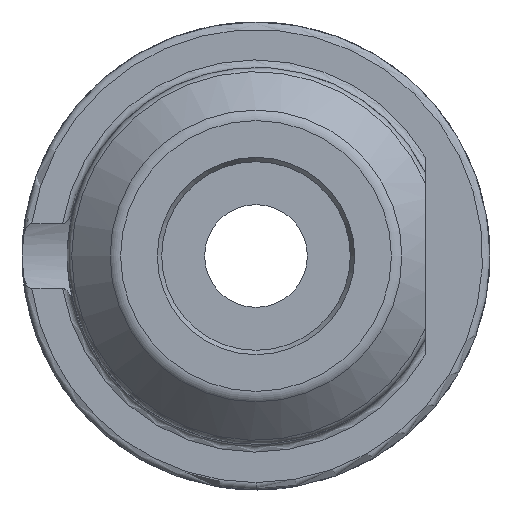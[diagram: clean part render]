
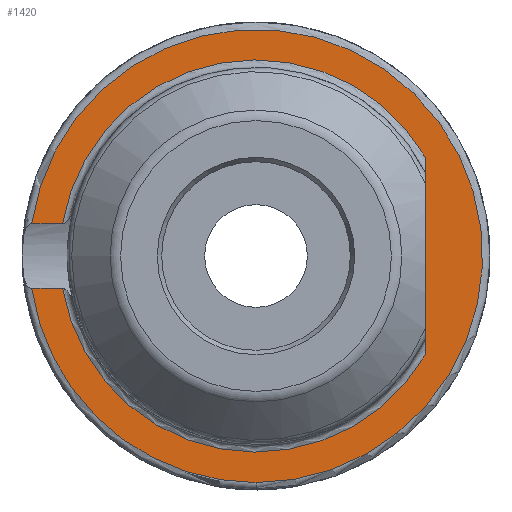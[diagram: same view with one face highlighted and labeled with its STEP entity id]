
A CAD part, front view. The second image highlights one B-rep face of the part: STEP entity #1420.
In plain terms, the highlighted planar face has unit normal (0, -1, 0).
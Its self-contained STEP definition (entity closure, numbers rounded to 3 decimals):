
#71=LINE('',#2068,#139);
#79=LINE('',#2230,#147);
#80=LINE('',#2250,#148);
#139=VECTOR('',#1617,10.);
#147=VECTOR('',#1697,10.);
#148=VECTOR('',#1698,10.);
#224=PLANE('',#1573);
#293=FACE_OUTER_BOUND('',#374,.T.);
#374=EDGE_LOOP('',(#1277,#1278,#1279,#1280,#1281,#1282,#1283));
#441=CIRCLE('',#1448,30.5);
#443=CIRCLE('',#1452,26.4);
#444=CIRCLE('',#1454,26.4);
#510=CIRCLE('',#1572,30.5);
#530=VERTEX_POINT('',#1988);
#533=VERTEX_POINT('',#1994);
#535=VERTEX_POINT('',#2016);
#541=VERTEX_POINT('',#2057);
#543=VERTEX_POINT('',#2072);
#544=VERTEX_POINT('',#2087);
#567=VERTEX_POINT('',#2231);
#682=EDGE_CURVE('',#533,#530,#441,.T.);
#690=EDGE_CURVE('',#541,#535,#71,.T.);
#693=EDGE_CURVE('',#543,#541,#443,.T.);
#694=EDGE_CURVE('',#535,#544,#444,.T.);
#727=EDGE_CURVE('',#533,#544,#79,.T.);
#729=EDGE_CURVE('',#543,#567,#80,.T.);
#875=EDGE_CURVE('',#530,#567,#510,.T.);
#1277=ORIENTED_EDGE('',*,*,#682,.F.);
#1278=ORIENTED_EDGE('',*,*,#727,.T.);
#1279=ORIENTED_EDGE('',*,*,#694,.F.);
#1280=ORIENTED_EDGE('',*,*,#690,.F.);
#1281=ORIENTED_EDGE('',*,*,#693,.F.);
#1282=ORIENTED_EDGE('',*,*,#729,.T.);
#1283=ORIENTED_EDGE('',*,*,#875,.F.);
#1420=ADVANCED_FACE('',(#293),#224,.T.);
#1448=AXIS2_PLACEMENT_3D('',#2013,#1611,#1612);
#1452=AXIS2_PLACEMENT_3D('',#2085,#1622,#1623);
#1454=AXIS2_PLACEMENT_3D('',#2088,#1626,#1627);
#1572=AXIS2_PLACEMENT_3D('',#3267,#1923,#1924);
#1573=AXIS2_PLACEMENT_3D('',#3268,#1925,#1926);
#1611=DIRECTION('center_axis',(0.,1.,0.));
#1612=DIRECTION('ref_axis',(1.,0.,0.));
#1617=DIRECTION('',(0.,0.,1.));
#1622=DIRECTION('center_axis',(0.,-1.,0.));
#1623=DIRECTION('ref_axis',(1.,0.,0.));
#1626=DIRECTION('center_axis',(0.,-1.,0.));
#1627=DIRECTION('ref_axis',(1.,0.,0.));
#1697=DIRECTION('',(1.,0.,0.));
#1698=DIRECTION('',(-1.,0.,0.));
#1923=DIRECTION('center_axis',(0.,1.,0.));
#1924=DIRECTION('ref_axis',(1.,0.,0.));
#1925=DIRECTION('center_axis',(0.,-1.,0.));
#1926=DIRECTION('ref_axis',(0.,0.,-1.));
#1988=CARTESIAN_POINT('',(0.,-27.,-30.5));
#1994=CARTESIAN_POINT('',(-30.187,-27.,4.359));
#2013=CARTESIAN_POINT('Origin',(0.,-27.,0.));
#2016=CARTESIAN_POINT('',(22.8,-27.,13.309));
#2057=CARTESIAN_POINT('',(22.8,-27.,-13.309));
#2068=CARTESIAN_POINT('',(22.8,-27.,0.));
#2072=CARTESIAN_POINT('',(-26.038,-27.,-4.359));
#2085=CARTESIAN_POINT('Origin',(0.,-27.,0.));
#2087=CARTESIAN_POINT('',(-26.038,-27.,4.359));
#2088=CARTESIAN_POINT('Origin',(0.,-27.,0.));
#2230=CARTESIAN_POINT('',(-25.4,-27.,4.359));
#2231=CARTESIAN_POINT('',(-30.187,-27.,-4.359));
#2250=CARTESIAN_POINT('',(-25.4,-27.,-4.359));
#3267=CARTESIAN_POINT('Origin',(0.,-27.,0.));
#3268=CARTESIAN_POINT('Origin',(-31.5,-27.,0.));
